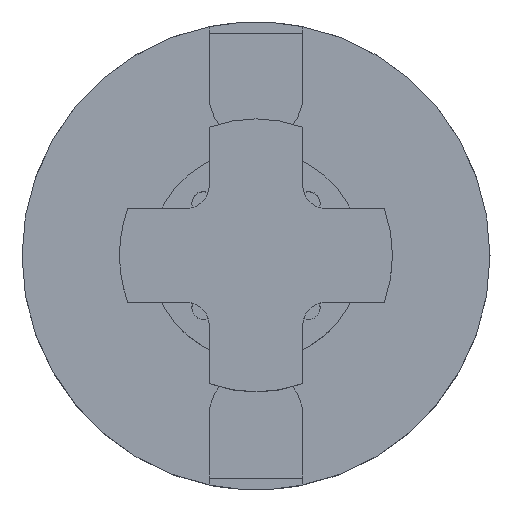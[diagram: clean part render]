
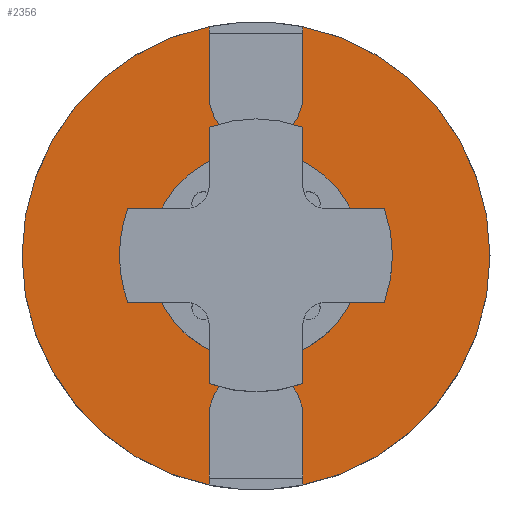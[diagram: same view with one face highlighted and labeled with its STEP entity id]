
A CAD part, top view. The second image highlights one B-rep face of the part: STEP entity #2356.
In plain terms, the highlighted planar face has unit normal (0, 0, 1).
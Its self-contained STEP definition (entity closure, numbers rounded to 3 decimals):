
#5 = VERTEX_POINT ( 'NONE', #2860 ) ;
#88 = EDGE_CURVE ( 'NONE', #3472, #2353, #2975, .T. ) ;
#108 = AXIS2_PLACEMENT_3D ( 'NONE', #3482, #5283, #773 ) ;
#231 = CIRCLE ( 'NONE', #342, 30. ) ;
#261 = CARTESIAN_POINT ( 'NONE',  ( -6., 30., 60. ) ) ;
#263 = ORIENTED_EDGE ( 'NONE', *, *, #5342, .T. ) ;
#342 = AXIS2_PLACEMENT_3D ( 'NONE', #4521, #1784, #2213 ) ;
#371 = LINE ( 'NONE', #261, #2180 ) ;
#416 = FACE_OUTER_BOUND ( 'NONE', #2742, .T. ) ;
#497 = DIRECTION ( 'NONE',  ( 0., 1., 0. ) ) ;
#572 = CARTESIAN_POINT ( 'NONE',  ( -13.5, 0., 60. ) ) ;
#601 = VERTEX_POINT ( 'NONE', #1925 ) ;
#646 = CIRCLE ( 'NONE', #2143, 13.5 ) ;
#665 = DIRECTION ( 'NONE',  ( -1., 0., 0. ) ) ;
#703 = VERTEX_POINT ( 'NONE', #572 ) ;
#719 = DIRECTION ( 'NONE',  ( 0., 0., -1. ) ) ;
#771 = DIRECTION ( 'NONE',  ( 0., 0., 1. ) ) ;
#773 = DIRECTION ( 'NONE',  ( -1., 0., 0. ) ) ;
#789 = EDGE_CURVE ( 'NONE', #1720, #4377, #2808, .T. ) ;
#792 = DIRECTION ( 'NONE',  ( 1., 0., 0. ) ) ;
#803 = PLANE ( 'NONE',  #3882 ) ;
#824 = VERTEX_POINT ( 'NONE', #1931 ) ;
#833 = CARTESIAN_POINT ( 'NONE',  ( 6., -28.5, 60. ) ) ;
#922 = CIRCLE ( 'NONE', #2868, 6. ) ;
#1017 = EDGE_CURVE ( 'NONE', #4423, #2097, #231, .T. ) ;
#1049 = VERTEX_POINT ( 'NONE', #1940 ) ;
#1093 = CARTESIAN_POINT ( 'NONE',  ( -6., -20.5, 60. ) ) ;
#1140 = DIRECTION ( 'NONE',  ( 0., 0., 1. ) ) ;
#1179 = VECTOR ( 'NONE', #4461, 1000. ) ;
#1192 = VECTOR ( 'NONE', #3792, 1000. ) ;
#1206 = DIRECTION ( 'NONE',  ( 0., 1., 0. ) ) ;
#1208 = DIRECTION ( 'NONE',  ( -1., 0., 0. ) ) ;
#1226 = DIRECTION ( 'NONE',  ( 0., 0., 1. ) ) ;
#1450 = CARTESIAN_POINT ( 'NONE',  ( 6., 20.5, 60. ) ) ;
#1555 = VECTOR ( 'NONE', #2882, 1000. ) ;
#1559 = CARTESIAN_POINT ( 'NONE',  ( -30., 0., 60. ) ) ;
#1562 = EDGE_CURVE ( 'NONE', #5344, #5635, #3443, .T. ) ;
#1575 = EDGE_CURVE ( 'NONE', #4450, #703, #1675, .T. ) ;
#1675 = CIRCLE ( 'NONE', #4804, 13.5 ) ;
#1694 = DIRECTION ( 'NONE',  ( 0., 0., -1. ) ) ;
#1720 = VERTEX_POINT ( 'NONE', #833 ) ;
#1721 = CIRCLE ( 'NONE', #108, 30. ) ;
#1747 = ORIENTED_EDGE ( 'NONE', *, *, #5208, .F. ) ;
#1784 = DIRECTION ( 'NONE',  ( 0., 0., -1. ) ) ;
#1874 = ORIENTED_EDGE ( 'NONE', *, *, #5286, .T. ) ;
#1888 = AXIS2_PLACEMENT_3D ( 'NONE', #2544, #719, #1208 ) ;
#1925 = CARTESIAN_POINT ( 'NONE',  ( -6., 20.5, 60. ) ) ;
#1931 = CARTESIAN_POINT ( 'NONE',  ( -6., -29.394, 60. ) ) ;
#1940 = CARTESIAN_POINT ( 'NONE',  ( 6., 28.5, 60. ) ) ;
#1966 = ORIENTED_EDGE ( 'NONE', *, *, #5463, .F. ) ;
#2061 = VECTOR ( 'NONE', #4102, 1000. ) ;
#2082 = CARTESIAN_POINT ( 'NONE',  ( -6., 28.5, 60. ) ) ;
#2097 = VERTEX_POINT ( 'NONE', #5142 ) ;
#2131 = CARTESIAN_POINT ( 'NONE',  ( 6., -20.5, 60. ) ) ;
#2136 = AXIS2_PLACEMENT_3D ( 'NONE', #2651, #1226, #3508 ) ;
#2143 = AXIS2_PLACEMENT_3D ( 'NONE', #3346, #2970, #4259 ) ;
#2180 = VECTOR ( 'NONE', #3783, 1000. ) ;
#2213 = DIRECTION ( 'NONE',  ( -1., 0., 0. ) ) ;
#2296 = ORIENTED_EDGE ( 'NONE', *, *, #3888, .F. ) ;
#2353 = VERTEX_POINT ( 'NONE', #2082 ) ;
#2356 = ADVANCED_FACE ( 'NONE', ( #416, #5570 ), #803, .T. ) ;
#2371 = ORIENTED_EDGE ( 'NONE', *, *, #2897, .F. ) ;
#2544 = CARTESIAN_POINT ( 'NONE',  ( 0., 0., 60. ) ) ;
#2551 = DIRECTION ( 'NONE',  ( 0., 0., -1. ) ) ;
#2578 = ORIENTED_EDGE ( 'NONE', *, *, #4761, .F. ) ;
#2627 = CARTESIAN_POINT ( 'NONE',  ( -6., 29.394, 60. ) ) ;
#2634 = CIRCLE ( 'NONE', #1888, 30. ) ;
#2647 = ORIENTED_EDGE ( 'NONE', *, *, #1562, .F. ) ;
#2651 = CARTESIAN_POINT ( 'NONE',  ( 0., 20.5, 60. ) ) ;
#2740 = LINE ( 'NONE', #1450, #1555 ) ;
#2742 = EDGE_LOOP ( 'NONE', ( #1747, #5592, #1874, #4052, #5278, #3972, #2371, #2647, #2578, #3234, #2296, #5359, #3618, #1966 ) ) ;
#2747 = CARTESIAN_POINT ( 'NONE',  ( 6., 30., 60. ) ) ;
#2808 = LINE ( 'NONE', #2747, #3237 ) ;
#2820 = VERTEX_POINT ( 'NONE', #2927 ) ;
#2860 = CARTESIAN_POINT ( 'NONE',  ( 6., -29.394, 60. ) ) ;
#2868 = AXIS2_PLACEMENT_3D ( 'NONE', #2912, #1140, #665 ) ;
#2882 = DIRECTION ( 'NONE',  ( 0., 1., 0. ) ) ;
#2891 = CARTESIAN_POINT ( 'NONE',  ( -6., -31.679, 60. ) ) ;
#2896 = LINE ( 'NONE', #5767, #5357 ) ;
#2897 = EDGE_CURVE ( 'NONE', #5635, #824, #4005, .T. ) ;
#2912 = CARTESIAN_POINT ( 'NONE',  ( 0., -20.5, 60. ) ) ;
#2927 = CARTESIAN_POINT ( 'NONE',  ( 6., 20.5, 60. ) ) ;
#2970 = DIRECTION ( 'NONE',  ( 0., 0., -1. ) ) ;
#2975 = LINE ( 'NONE', #3676, #2061 ) ;
#2996 = LINE ( 'NONE', #3041, #1179 ) ;
#3041 = CARTESIAN_POINT ( 'NONE',  ( 6., 30., 60. ) ) ;
#3077 = DIRECTION ( 'NONE',  ( -1., 0., 0. ) ) ;
#3234 = ORIENTED_EDGE ( 'NONE', *, *, #789, .F. ) ;
#3237 = VECTOR ( 'NONE', #497, 1000. ) ;
#3313 = EDGE_CURVE ( 'NONE', #601, #2820, #3429, .T. ) ;
#3346 = CARTESIAN_POINT ( 'NONE',  ( 0., 0., 60. ) ) ;
#3349 = AXIS2_PLACEMENT_3D ( 'NONE', #5331, #1694, #3077 ) ;
#3390 = EDGE_CURVE ( 'NONE', #2097, #5, #5564, .T. ) ;
#3429 = CIRCLE ( 'NONE', #2136, 6. ) ;
#3443 = LINE ( 'NONE', #2891, #1192 ) ;
#3472 = VERTEX_POINT ( 'NONE', #2627 ) ;
#3482 = CARTESIAN_POINT ( 'NONE',  ( 0., 0., 60. ) ) ;
#3508 = DIRECTION ( 'NONE',  ( 1., 0., 0. ) ) ;
#3528 = DIRECTION ( 'NONE',  ( 0., -1., 0. ) ) ;
#3616 = CARTESIAN_POINT ( 'NONE',  ( -6., -28.5, 60. ) ) ;
#3618 = ORIENTED_EDGE ( 'NONE', *, *, #1017, .F. ) ;
#3676 = CARTESIAN_POINT ( 'NONE',  ( -6., 30., 60. ) ) ;
#3712 = VECTOR ( 'NONE', #3528, 1000. ) ;
#3716 = VERTEX_POINT ( 'NONE', #1559 ) ;
#3783 = DIRECTION ( 'NONE',  ( 0., 1., 0. ) ) ;
#3792 = DIRECTION ( 'NONE',  ( 0., -1., 0. ) ) ;
#3824 = EDGE_CURVE ( 'NONE', #824, #3716, #2634, .T. ) ;
#3850 = CARTESIAN_POINT ( 'NONE',  ( 0., 0., 60. ) ) ;
#3864 = EDGE_CURVE ( 'NONE', #3716, #3472, #1721, .T. ) ;
#3882 = AXIS2_PLACEMENT_3D ( 'NONE', #4351, #771, #792 ) ;
#3888 = EDGE_CURVE ( 'NONE', #5, #1720, #2996, .T. ) ;
#3972 = ORIENTED_EDGE ( 'NONE', *, *, #3824, .F. ) ;
#4005 = LINE ( 'NONE', #5760, #3712 ) ;
#4052 = ORIENTED_EDGE ( 'NONE', *, *, #88, .F. ) ;
#4102 = DIRECTION ( 'NONE',  ( 0., -1., 0. ) ) ;
#4259 = DIRECTION ( 'NONE',  ( -1., 0., 0. ) ) ;
#4300 = CARTESIAN_POINT ( 'NONE',  ( 6., 29.394, 60. ) ) ;
#4346 = ORIENTED_EDGE ( 'NONE', *, *, #1575, .T. ) ;
#4351 = CARTESIAN_POINT ( 'NONE',  ( 0., 30., 60. ) ) ;
#4377 = VERTEX_POINT ( 'NONE', #2131 ) ;
#4423 = VERTEX_POINT ( 'NONE', #4300 ) ;
#4450 = VERTEX_POINT ( 'NONE', #5288 ) ;
#4461 = DIRECTION ( 'NONE',  ( 0., 1., 0. ) ) ;
#4521 = CARTESIAN_POINT ( 'NONE',  ( 0., 0., 60. ) ) ;
#4761 = EDGE_CURVE ( 'NONE', #4377, #5344, #922, .T. ) ;
#4804 = AXIS2_PLACEMENT_3D ( 'NONE', #3850, #2551, #5666 ) ;
#5142 = CARTESIAN_POINT ( 'NONE',  ( 30., 0., 60. ) ) ;
#5208 = EDGE_CURVE ( 'NONE', #2820, #1049, #2740, .T. ) ;
#5215 = EDGE_LOOP ( 'NONE', ( #263, #4346 ) ) ;
#5278 = ORIENTED_EDGE ( 'NONE', *, *, #3864, .F. ) ;
#5283 = DIRECTION ( 'NONE',  ( 0., 0., -1. ) ) ;
#5286 = EDGE_CURVE ( 'NONE', #601, #2353, #371, .T. ) ;
#5288 = CARTESIAN_POINT ( 'NONE',  ( 13.5, 0., 60. ) ) ;
#5331 = CARTESIAN_POINT ( 'NONE',  ( 0., 0., 60. ) ) ;
#5342 = EDGE_CURVE ( 'NONE', #703, #4450, #646, .T. ) ;
#5344 = VERTEX_POINT ( 'NONE', #1093 ) ;
#5357 = VECTOR ( 'NONE', #1206, 1000. ) ;
#5359 = ORIENTED_EDGE ( 'NONE', *, *, #3390, .F. ) ;
#5463 = EDGE_CURVE ( 'NONE', #1049, #4423, #2896, .T. ) ;
#5564 = CIRCLE ( 'NONE', #3349, 30. ) ;
#5570 = FACE_BOUND ( 'NONE', #5215, .T. ) ;
#5592 = ORIENTED_EDGE ( 'NONE', *, *, #3313, .F. ) ;
#5635 = VERTEX_POINT ( 'NONE', #3616 ) ;
#5666 = DIRECTION ( 'NONE',  ( -1., 0., 0. ) ) ;
#5760 = CARTESIAN_POINT ( 'NONE',  ( -6., -31.679, 60. ) ) ;
#5767 = CARTESIAN_POINT ( 'NONE',  ( 6., 20.5, 60. ) ) ;
